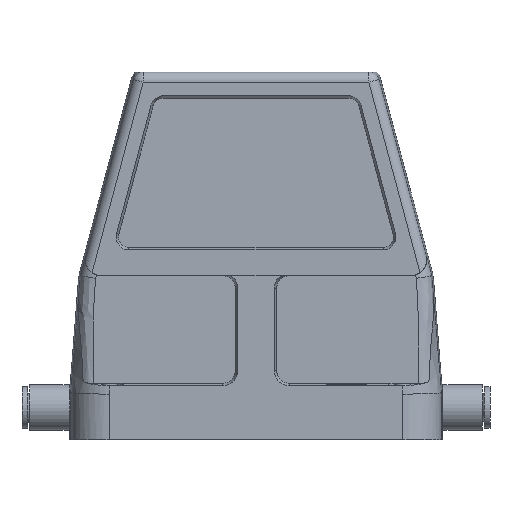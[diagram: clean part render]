
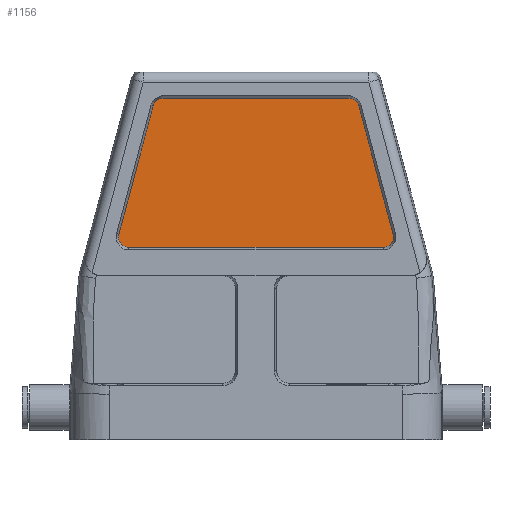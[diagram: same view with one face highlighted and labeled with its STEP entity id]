
A CAD part, front view. The second image highlights one B-rep face of the part: STEP entity #1156.
In plain terms, the highlighted planar face has unit normal (0, -1, 0).
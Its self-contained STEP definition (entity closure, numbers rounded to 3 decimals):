
#1156=ADVANCED_FACE('',(#1604),#1423,.F.);
#1423=PLANE('',#5951);
#1604=FACE_OUTER_BOUND('',#1855,.T.);
#1855=EDGE_LOOP('',(#3241,#3242,#3243,#3244,#3245,#3246,#3247,#3248));
#2264=LINE('',#8252,#2702);
#2265=LINE('',#8257,#2703);
#2266=LINE('',#8261,#2704);
#2267=LINE('',#8265,#2705);
#2702=VECTOR('',#6569,1.);
#2703=VECTOR('',#6572,1.);
#2704=VECTOR('',#6575,1.);
#2705=VECTOR('',#6578,1.);
#3241=ORIENTED_EDGE('',*,*,#5117,.T.);
#3242=ORIENTED_EDGE('',*,*,#5118,.T.);
#3243=ORIENTED_EDGE('',*,*,#5119,.F.);
#3244=ORIENTED_EDGE('',*,*,#5120,.F.);
#3245=ORIENTED_EDGE('',*,*,#5121,.F.);
#3246=ORIENTED_EDGE('',*,*,#5122,.T.);
#3247=ORIENTED_EDGE('',*,*,#5123,.T.);
#3248=ORIENTED_EDGE('',*,*,#5124,.T.);
#4616=VERTEX_POINT('',#8253);
#4617=VERTEX_POINT('',#8254);
#4618=VERTEX_POINT('',#8256);
#4619=VERTEX_POINT('',#8258);
#4620=VERTEX_POINT('',#8260);
#4621=VERTEX_POINT('',#8262);
#4622=VERTEX_POINT('',#8264);
#4623=VERTEX_POINT('',#8266);
#5117=EDGE_CURVE('',#4616,#4617,#2264,.T.);
#5118=EDGE_CURVE('',#4617,#4618,#5667,.T.);
#5119=EDGE_CURVE('',#4619,#4618,#2265,.T.);
#5120=EDGE_CURVE('',#4620,#4619,#5668,.T.);
#5121=EDGE_CURVE('',#4621,#4620,#2266,.T.);
#5122=EDGE_CURVE('',#4621,#4622,#5669,.T.);
#5123=EDGE_CURVE('',#4622,#4623,#2267,.T.);
#5124=EDGE_CURVE('',#4623,#4616,#5670,.T.);
#5667=CIRCLE('',#5947,2.045);
#5668=CIRCLE('',#5948,2.045);
#5669=CIRCLE('',#5949,2.045);
#5670=CIRCLE('',#5950,2.045);
#5947=AXIS2_PLACEMENT_3D('',#8255,#6570,#6571);
#5948=AXIS2_PLACEMENT_3D('',#8259,#6573,#6574);
#5949=AXIS2_PLACEMENT_3D('',#8263,#6576,#6577);
#5950=AXIS2_PLACEMENT_3D('',#8267,#6579,#6580);
#5951=AXIS2_PLACEMENT_3D('',#8268,#6581,#6582);
#6569=DIRECTION('',(-0.259,0.,0.966));
#6570=DIRECTION('',(0.,-1.,0.));
#6571=DIRECTION('',(0.,0.,1.));
#6572=DIRECTION('',(1.,0.,0.));
#6573=DIRECTION('',(0.,1.,0.));
#6574=DIRECTION('',(0.,0.,1.));
#6575=DIRECTION('',(0.259,0.,0.966));
#6576=DIRECTION('',(0.,-1.,0.));
#6577=DIRECTION('',(0.,0.,1.));
#6578=DIRECTION('',(1.,0.,0.));
#6579=DIRECTION('',(0.,-1.,0.));
#6580=DIRECTION('',(0.,0.,1.));
#6581=DIRECTION('',(0.,1.,0.));
#6582=DIRECTION('',(0.,0.,-1.));
#8252=CARTESIAN_POINT('',(26.701,-21.25,30.879));
#8253=CARTESIAN_POINT('',(26.701,-21.25,30.879));
#8254=CARTESIAN_POINT('',(20.002,-21.25,55.879));
#8255=CARTESIAN_POINT('',(18.027,-21.25,55.35));
#8256=CARTESIAN_POINT('',(18.027,-21.25,57.395));
#8257=CARTESIAN_POINT('',(18.027,-21.25,57.395));
#8258=CARTESIAN_POINT('',(-18.027,-21.25,57.395));
#8259=CARTESIAN_POINT('',(-18.027,-21.25,55.35));
#8260=CARTESIAN_POINT('',(-20.002,-21.25,55.879));
#8261=CARTESIAN_POINT('',(-17.587,-21.25,64.893));
#8262=CARTESIAN_POINT('',(-26.701,-21.25,30.879));
#8263=CARTESIAN_POINT('',(-24.726,-21.25,30.35));
#8264=CARTESIAN_POINT('',(-24.726,-21.25,28.305));
#8265=CARTESIAN_POINT('',(27.141,-21.25,28.305));
#8266=CARTESIAN_POINT('',(24.726,-21.25,28.305));
#8267=CARTESIAN_POINT('',(24.726,-21.25,30.35));
#8268=CARTESIAN_POINT('',(18.027,-21.25,55.35));
